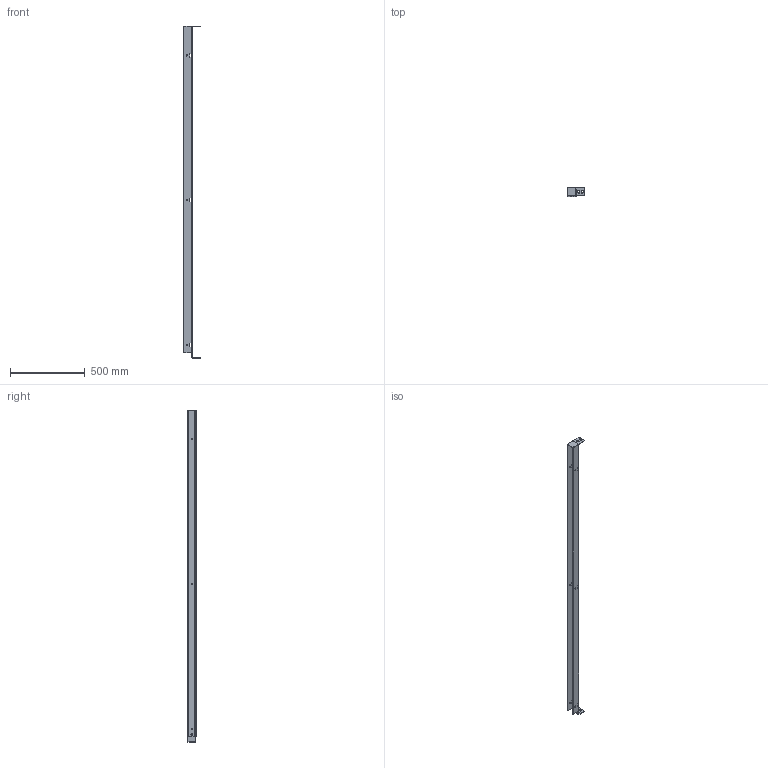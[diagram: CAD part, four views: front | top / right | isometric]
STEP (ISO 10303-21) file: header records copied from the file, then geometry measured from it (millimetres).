
FILE_DESCRIPTION (( 'STEP AP214' ), '1' );
FILE_NAME ('1418BCS.STEP', '2019-10-18T20:34:00', ( '' ), ( '' ), 'SwSTEP 2.0', 'SolidWorks 2019', '' );
FILE_SCHEMA (( 'AUTOMOTIVE_DESIGN' ));
Length unit declared in the file: inch
Products named in the file (1): 1418BCS
Bounding box: 111.12 x 57.1 x 2220.93 mm (x, y, z)
Volume: 1349787.8 mm3; surface area: 884825.2 mm2
Topology: 4 solids, 4 shells, 104 faces, 304 edges, 202 vertices
Faces by surface type: plane 72, cylinder 32
Full cylindrical faces by diameter (mm): 7.201 x3, 8.75 x6, 10.319 x1
Entity records: 4919 total; most frequent: CARTESIAN_POINT 601, ORIENTED_EDGE 588, DIRECTION 580, EDGE_CURVE 294, VECTOR 218, LINE 218, VERTEX_POINT 202, AXIS2_PLACEMENT_3D 181
